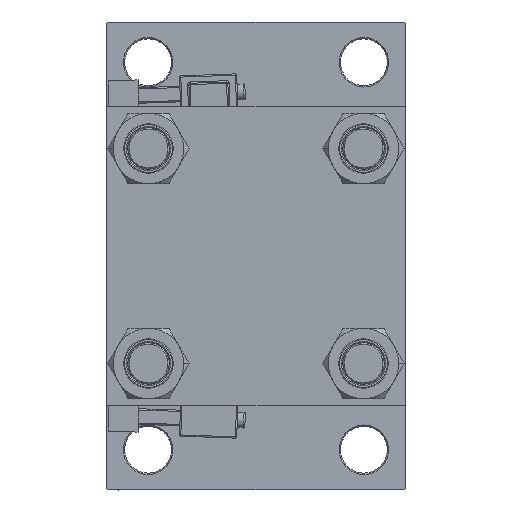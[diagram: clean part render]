
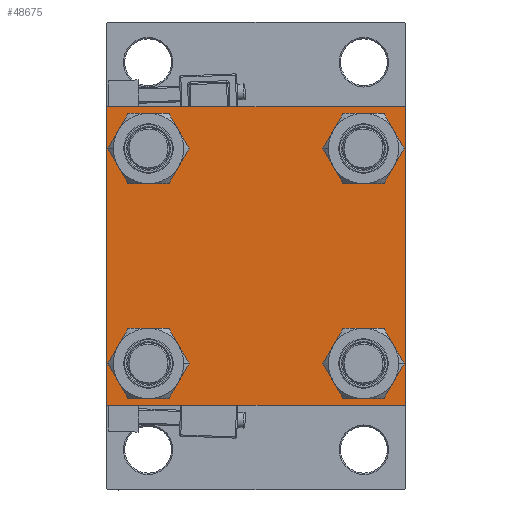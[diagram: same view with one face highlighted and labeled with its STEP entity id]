
A CAD part, left-side view. The second image highlights one B-rep face of the part: STEP entity #48675.
In plain terms, the highlighted planar face has unit normal (-1, 0, 0).
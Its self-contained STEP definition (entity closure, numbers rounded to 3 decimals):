
#128 = CARTESIAN_POINT ( 'NONE',  ( 0., 57.5, -57. ) ) ;
#165 = DIRECTION ( 'NONE',  ( 0., 0., 1. ) ) ;
#866 = VERTEX_POINT ( 'NONE', #128 ) ;
#1388 = AXIS2_PLACEMENT_3D ( 'NONE', #31661, #4691, #165 ) ;
#1453 = AXIS2_PLACEMENT_3D ( 'NONE', #41606, #33541, #48934 ) ;
#1538 = LINE ( 'NONE', #13383, #2755 ) ;
#1576 = CARTESIAN_POINT ( 'NONE',  ( 0., -41.35, -41.35 ) ) ;
#1767 = DIRECTION ( 'NONE',  ( 0., 0., 1. ) ) ;
#1837 = EDGE_CURVE ( 'NONE', #40566, #28743, #25271, .T. ) ;
#2200 = VECTOR ( 'NONE', #30104, 1000. ) ;
#2710 = ORIENTED_EDGE ( 'NONE', *, *, #45012, .T. ) ;
#2755 = VECTOR ( 'NONE', #40103, 1000. ) ;
#2808 = CARTESIAN_POINT ( 'NONE',  ( 0., 57.5, 57. ) ) ;
#2882 = VERTEX_POINT ( 'NONE', #29031 ) ;
#2899 = LINE ( 'NONE', #33654, #2200 ) ;
#2981 = DIRECTION ( 'NONE',  ( 0., 0., 1. ) ) ;
#3164 = FACE_BOUND ( 'NONE', #49813, .T. ) ;
#3267 = VECTOR ( 'NONE', #5360, 1000. ) ;
#3656 = VERTEX_POINT ( 'NONE', #27117 ) ;
#3909 = FACE_OUTER_BOUND ( 'NONE', #17950, .T. ) ;
#4553 = CARTESIAN_POINT ( 'NONE',  ( 0., 57.25, 57.25 ) ) ;
#4691 = DIRECTION ( 'NONE',  ( 1., 0., 0. ) ) ;
#5360 = DIRECTION ( 'NONE',  ( 0., -0.707, 0.707 ) ) ;
#5535 = VERTEX_POINT ( 'NONE', #37331 ) ;
#5566 = CARTESIAN_POINT ( 'NONE',  ( 0., -41.35, -41.35 ) ) ;
#6115 = DIRECTION ( 'NONE',  ( 0., 0., 1. ) ) ;
#6775 = CARTESIAN_POINT ( 'NONE',  ( 0., 41.35, 32.85 ) ) ;
#7019 = ORIENTED_EDGE ( 'NONE', *, *, #1837, .T. ) ;
#7359 = ORIENTED_EDGE ( 'NONE', *, *, #11344, .T. ) ;
#7709 = PLANE ( 'NONE',  #30745 ) ;
#7867 = CARTESIAN_POINT ( 'NONE',  ( 0., -41.35, 41.35 ) ) ;
#8377 = VECTOR ( 'NONE', #10095, 1000. ) ;
#9264 = EDGE_CURVE ( 'NONE', #3656, #41129, #36687, .T. ) ;
#9636 = DIRECTION ( 'NONE',  ( 1., 0., 0. ) ) ;
#9880 = CARTESIAN_POINT ( 'NONE',  ( 0., -57.25, -57.25 ) ) ;
#10095 = DIRECTION ( 'NONE',  ( 0., 0., -1. ) ) ;
#10308 = CIRCLE ( 'NONE', #1453, 8.5 ) ;
#10310 = EDGE_CURVE ( 'NONE', #43109, #34645, #16978, .T. ) ;
#10917 = AXIS2_PLACEMENT_3D ( 'NONE', #14748, #18020, #30096 ) ;
#10982 = DIRECTION ( 'NONE',  ( -1., 0., 0. ) ) ;
#11042 = DIRECTION ( 'NONE',  ( 1., 0., 0. ) ) ;
#11104 = VERTEX_POINT ( 'NONE', #48017 ) ;
#11207 = VERTEX_POINT ( 'NONE', #37908 ) ;
#11344 = EDGE_CURVE ( 'NONE', #43109, #2882, #13915, .T. ) ;
#13297 = EDGE_CURVE ( 'NONE', #20591, #11207, #23105, .T. ) ;
#13374 = VECTOR ( 'NONE', #28294, 1000. ) ;
#13383 = CARTESIAN_POINT ( 'NONE',  ( 0., 57.5, -57.5 ) ) ;
#13915 = LINE ( 'NONE', #25493, #22253 ) ;
#14049 = EDGE_CURVE ( 'NONE', #30512, #16835, #28783, .T. ) ;
#14153 = CARTESIAN_POINT ( 'NONE',  ( 0., 57.5, 57.5 ) ) ;
#14176 = ORIENTED_EDGE ( 'NONE', *, *, #15185, .T. ) ;
#14748 = CARTESIAN_POINT ( 'NONE',  ( 0., 41.35, -41.35 ) ) ;
#15185 = EDGE_CURVE ( 'NONE', #16835, #30512, #10308, .T. ) ;
#15466 = EDGE_LOOP ( 'NONE', ( #37529, #7019 ) ) ;
#15664 = DIRECTION ( 'NONE',  ( 1., 0., 0. ) ) ;
#16788 = EDGE_CURVE ( 'NONE', #28743, #40566, #49366, .T. ) ;
#16835 = VERTEX_POINT ( 'NONE', #25940 ) ;
#16978 = LINE ( 'NONE', #43948, #13374 ) ;
#17219 = AXIS2_PLACEMENT_3D ( 'NONE', #1576, #9636, #6115 ) ;
#17950 = EDGE_LOOP ( 'NONE', ( #19841, #39094, #32912, #2710, #49294, #7359, #34865, #31557 ) ) ;
#18020 = DIRECTION ( 'NONE',  ( 1., 0., 0. ) ) ;
#18671 = CARTESIAN_POINT ( 'NONE',  ( 0., -57.5, 57. ) ) ;
#18790 = DIRECTION ( 'NONE',  ( 0., 0., 1. ) ) ;
#19181 = DIRECTION ( 'NONE',  ( 0., 0., 1. ) ) ;
#19841 = ORIENTED_EDGE ( 'NONE', *, *, #22750, .T. ) ;
#19884 = CARTESIAN_POINT ( 'NONE',  ( 0., 57., 57.5 ) ) ;
#20501 = CARTESIAN_POINT ( 'NONE',  ( 0., -41.35, -32.85 ) ) ;
#20591 = VERTEX_POINT ( 'NONE', #6775 ) ;
#21673 = CIRCLE ( 'NONE', #49861, 8.5 ) ;
#21689 = CARTESIAN_POINT ( 'NONE',  ( 0., -41.35, 32.85 ) ) ;
#22253 = VECTOR ( 'NONE', #45662, 1000. ) ;
#22390 = CARTESIAN_POINT ( 'NONE',  ( 0., 41.35, 41.35 ) ) ;
#22563 = EDGE_CURVE ( 'NONE', #11104, #5535, #1538, .T. ) ;
#22750 = EDGE_CURVE ( 'NONE', #43087, #866, #36816, .T. ) ;
#23105 = CIRCLE ( 'NONE', #1388, 8.5 ) ;
#23222 = DIRECTION ( 'NONE',  ( 0., 0., 1. ) ) ;
#24370 = AXIS2_PLACEMENT_3D ( 'NONE', #5566, #36311, #1767 ) ;
#24497 = ORIENTED_EDGE ( 'NONE', *, *, #13297, .T. ) ;
#25271 = CIRCLE ( 'NONE', #17219, 8.5 ) ;
#25493 = CARTESIAN_POINT ( 'NONE',  ( 0., -57.25, 57.25 ) ) ;
#25940 = CARTESIAN_POINT ( 'NONE',  ( 0., -41.35, 49.85 ) ) ;
#27117 = CARTESIAN_POINT ( 'NONE',  ( 0., 41.35, -32.85 ) ) ;
#27760 = CARTESIAN_POINT ( 'NONE',  ( 0., 41.35, -49.85 ) ) ;
#28294 = DIRECTION ( 'NONE',  ( 0., 0., -1. ) ) ;
#28743 = VERTEX_POINT ( 'NONE', #20501 ) ;
#28783 = CIRCLE ( 'NONE', #49753, 8.5 ) ;
#29031 = CARTESIAN_POINT ( 'NONE',  ( 0., -57., 57.5 ) ) ;
#29233 = CARTESIAN_POINT ( 'NONE',  ( 0., 57.5, 57.5 ) ) ;
#30026 = EDGE_CURVE ( 'NONE', #866, #11104, #2899, .T. ) ;
#30096 = DIRECTION ( 'NONE',  ( 0., 0., 1. ) ) ;
#30104 = DIRECTION ( 'NONE',  ( 0., -0.707, -0.707 ) ) ;
#30512 = VERTEX_POINT ( 'NONE', #21689 ) ;
#30619 = FACE_BOUND ( 'NONE', #44594, .T. ) ;
#30712 = VECTOR ( 'NONE', #41116, 1000. ) ;
#30745 = AXIS2_PLACEMENT_3D ( 'NONE', #37957, #10982, #18790 ) ;
#31351 = ORIENTED_EDGE ( 'NONE', *, *, #9264, .T. ) ;
#31389 = CARTESIAN_POINT ( 'NONE',  ( 0., -57.5, -57. ) ) ;
#31557 = ORIENTED_EDGE ( 'NONE', *, *, #37244, .T. ) ;
#31661 = CARTESIAN_POINT ( 'NONE',  ( 0., 41.35, 41.35 ) ) ;
#32488 = ORIENTED_EDGE ( 'NONE', *, *, #32690, .T. ) ;
#32690 = EDGE_CURVE ( 'NONE', #11207, #20591, #37633, .T. ) ;
#32912 = ORIENTED_EDGE ( 'NONE', *, *, #22563, .T. ) ;
#33541 = DIRECTION ( 'NONE',  ( 1., 0., 0. ) ) ;
#33547 = LINE ( 'NONE', #14153, #30712 ) ;
#33654 = CARTESIAN_POINT ( 'NONE',  ( 0., 57.25, -57.25 ) ) ;
#33763 = VECTOR ( 'NONE', #35555, 1000. ) ;
#34176 = FACE_BOUND ( 'NONE', #15466, .T. ) ;
#34645 = VERTEX_POINT ( 'NONE', #31389 ) ;
#34865 = ORIENTED_EDGE ( 'NONE', *, *, #47925, .F. ) ;
#35080 = DIRECTION ( 'NONE',  ( 1., 0., 0. ) ) ;
#35555 = DIRECTION ( 'NONE',  ( 0., 0.707, -0.707 ) ) ;
#36311 = DIRECTION ( 'NONE',  ( 1., 0., 0. ) ) ;
#36687 = CIRCLE ( 'NONE', #10917, 8.5 ) ;
#36697 = ORIENTED_EDGE ( 'NONE', *, *, #37143, .T. ) ;
#36816 = LINE ( 'NONE', #29233, #8377 ) ;
#36852 = LINE ( 'NONE', #9880, #3267 ) ;
#37143 = EDGE_CURVE ( 'NONE', #41129, #3656, #21673, .T. ) ;
#37244 = EDGE_CURVE ( 'NONE', #47252, #43087, #39088, .T. ) ;
#37331 = CARTESIAN_POINT ( 'NONE',  ( 0., -57., -57.5 ) ) ;
#37529 = ORIENTED_EDGE ( 'NONE', *, *, #16788, .T. ) ;
#37633 = CIRCLE ( 'NONE', #45649, 8.5 ) ;
#37908 = CARTESIAN_POINT ( 'NONE',  ( 0., 41.35, 49.85 ) ) ;
#37957 = CARTESIAN_POINT ( 'NONE',  ( 0., 0., 0. ) ) ;
#39088 = LINE ( 'NONE', #4553, #33763 ) ;
#39094 = ORIENTED_EDGE ( 'NONE', *, *, #30026, .T. ) ;
#40103 = DIRECTION ( 'NONE',  ( 0., -1., 0. ) ) ;
#40566 = VERTEX_POINT ( 'NONE', #45036 ) ;
#41116 = DIRECTION ( 'NONE',  ( 0., -1., 0. ) ) ;
#41129 = VERTEX_POINT ( 'NONE', #27760 ) ;
#41606 = CARTESIAN_POINT ( 'NONE',  ( 0., -41.35, 41.35 ) ) ;
#43087 = VERTEX_POINT ( 'NONE', #2808 ) ;
#43109 = VERTEX_POINT ( 'NONE', #18671 ) ;
#43948 = CARTESIAN_POINT ( 'NONE',  ( 0., -57.5, 57.5 ) ) ;
#44594 = EDGE_LOOP ( 'NONE', ( #31351, #36697 ) ) ;
#45012 = EDGE_CURVE ( 'NONE', #5535, #34645, #36852, .T. ) ;
#45036 = CARTESIAN_POINT ( 'NONE',  ( 0., -41.35, -49.85 ) ) ;
#45526 = FACE_BOUND ( 'NONE', #49677, .T. ) ;
#45649 = AXIS2_PLACEMENT_3D ( 'NONE', #22390, #11042, #2981 ) ;
#45662 = DIRECTION ( 'NONE',  ( 0., 0.707, 0.707 ) ) ;
#45915 = CARTESIAN_POINT ( 'NONE',  ( 0., 41.35, -41.35 ) ) ;
#47252 = VERTEX_POINT ( 'NONE', #19884 ) ;
#47925 = EDGE_CURVE ( 'NONE', #47252, #2882, #33547, .T. ) ;
#48017 = CARTESIAN_POINT ( 'NONE',  ( 0., 57., -57.5 ) ) ;
#48675 = ADVANCED_FACE ( 'NONE', ( #45526, #34176, #30619, #3164, #3909 ), #7709, .T. ) ;
#48934 = DIRECTION ( 'NONE',  ( 0., 0., 1. ) ) ;
#49053 = ORIENTED_EDGE ( 'NONE', *, *, #14049, .T. ) ;
#49294 = ORIENTED_EDGE ( 'NONE', *, *, #10310, .F. ) ;
#49366 = CIRCLE ( 'NONE', #24370, 8.5 ) ;
#49677 = EDGE_LOOP ( 'NONE', ( #14176, #49053 ) ) ;
#49753 = AXIS2_PLACEMENT_3D ( 'NONE', #7867, #35080, #23222 ) ;
#49813 = EDGE_LOOP ( 'NONE', ( #32488, #24497 ) ) ;
#49861 = AXIS2_PLACEMENT_3D ( 'NONE', #45915, #15664, #19181 ) ;
